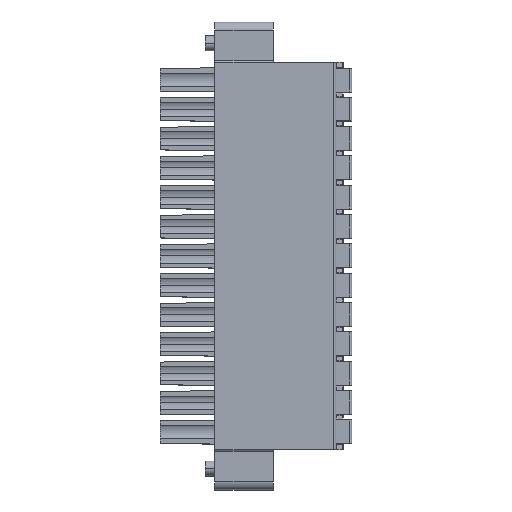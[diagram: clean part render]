
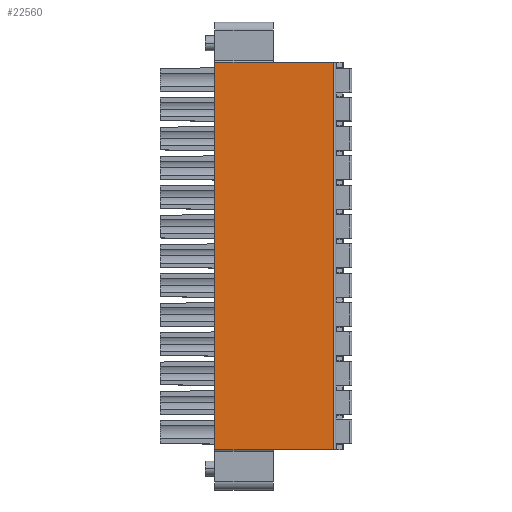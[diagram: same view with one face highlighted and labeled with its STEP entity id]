
A CAD part, top view. The second image highlights one B-rep face of the part: STEP entity #22560.
In plain terms, the highlighted planar face has unit normal (0, 0, 1).
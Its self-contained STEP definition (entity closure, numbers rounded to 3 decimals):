
#6948=DIRECTION('',(0.,1.,0.));
#6949=VECTOR('',#6948,46.2);
#6950=CARTESIAN_POINT('',(-6.625,-35.645,23.4));
#6951=LINE('',#6950,#6949);
#6952=DIRECTION('',(0.,-1.,0.));
#6953=VECTOR('',#6952,46.2);
#6954=CARTESIAN_POINT('',(7.575,10.555,23.4));
#6955=LINE('',#6954,#6953);
#6956=DIRECTION('',(-1.,0.,0.));
#6957=VECTOR('',#6956,6.95);
#6958=CARTESIAN_POINT('',(0.325,10.555,23.4));
#6959=LINE('',#6958,#6957);
#7040=DIRECTION('',(-1.,0.,0.));
#7041=VECTOR('',#7040,7.25);
#7042=CARTESIAN_POINT('',(7.575,10.555,23.4));
#7043=LINE('',#7042,#7041);
#7326=DIRECTION('',(1.,0.,0.));
#7327=VECTOR('',#7326,7.25);
#7328=CARTESIAN_POINT('',(0.325,-35.645,23.4));
#7329=LINE('',#7328,#7327);
#8267=DIRECTION('',(1.,0.,0.));
#8268=VECTOR('',#8267,6.95);
#8269=CARTESIAN_POINT('',(-6.625,-35.645,23.4));
#8270=LINE('',#8269,#8268);
#10275=CARTESIAN_POINT('',(-6.625,-35.645,23.4));
#10277=VERTEX_POINT('',#10275);
#10444=CARTESIAN_POINT('',(7.575,-35.645,23.4));
#10445=VERTEX_POINT('',#10444);
#10446=CARTESIAN_POINT('',(0.325,-35.645,23.4));
#10447=VERTEX_POINT('',#10446);
#12853=CARTESIAN_POINT('',(-6.625,10.555,23.4));
#12854=VERTEX_POINT('',#12853);
#12934=CARTESIAN_POINT('',(7.575,10.555,23.4));
#12935=VERTEX_POINT('',#12934);
#12936=CARTESIAN_POINT('',(0.325,10.555,23.4));
#12937=VERTEX_POINT('',#12936);
#22543=CARTESIAN_POINT('',(4.299,13.355,23.4));
#22544=DIRECTION('',(0.,0.,1.));
#22545=DIRECTION('',(-1.,0.,0.));
#22546=AXIS2_PLACEMENT_3D('',#22543,#22544,#22545);
#22547=PLANE('',#22546);
#22548=ORIENTED_EDGE('',*,*,#13162,.T.);
#22550=ORIENTED_EDGE('',*,*,#22549,.F.);
#22552=ORIENTED_EDGE('',*,*,#22551,.F.);
#22553=ORIENTED_EDGE('',*,*,#22533,.T.);
#22555=ORIENTED_EDGE('',*,*,#22554,.F.);
#22557=ORIENTED_EDGE('',*,*,#22556,.F.);
#22558=EDGE_LOOP('',(#22548,#22550,#22552,#22553,#22555,#22557));
#22559=FACE_OUTER_BOUND('',#22558,.F.);
#13162=EDGE_CURVE('',#10277,#12854,#6951,.T.);
#22533=EDGE_CURVE('',#12935,#10445,#6955,.T.);
#22549=EDGE_CURVE('',#12937,#12854,#6959,.T.);
#22551=EDGE_CURVE('',#12935,#12937,#7043,.T.);
#22554=EDGE_CURVE('',#10447,#10445,#7329,.T.);
#22556=EDGE_CURVE('',#10277,#10447,#8270,.T.);
#22560=ADVANCED_FACE('',(#22559),#22547,.T.);
